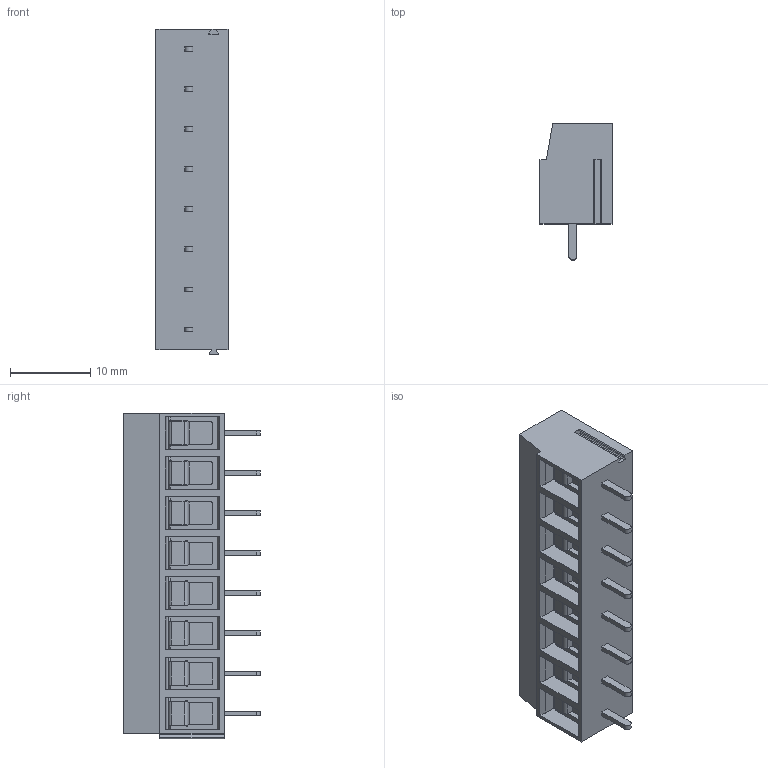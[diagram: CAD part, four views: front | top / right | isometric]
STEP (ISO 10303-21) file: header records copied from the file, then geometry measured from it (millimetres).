
FILE_DESCRIPTION((''),'2;1');
FILE_NAME('TL202V','2025-04-11T',('sj'),(''),'PRO/ENGINEER BY PARAMETRIC TECHNOLOGY CORPORATION, 2013240','PRO/ENGINEER BY PARAMETRIC TECHNOLOGY CORPORATION, 2013240','');
FILE_SCHEMA(('AUTOMOTIVE_DESIGN_CC2 { 1 2 10303 214 -1 1 5 2 }'));
Length unit declared in the file: millimetre
Products named in the file (1): TL202V
Bounding box: 9 x 17 x 40.68 mm (x, y, z)
Volume: 3626.2 mm3; surface area: 3285.8 mm2
Topology: 1 solids, 1 shells, 584 faces, 1570 edges, 1020 vertices
Faces by surface type: plane 336, cylinder 168, cone 32, extrusion 32, torus 16
Entity records: 18816 total; most frequent: CARTESIAN_POINT 4068, ORIENTED_EDGE 3140, DIRECTION 2946, EDGE_CURVE 1570, VECTOR 1074, LINE 1042, VERTEX_POINT 1020, AXIS2_PLACEMENT_3D 936
